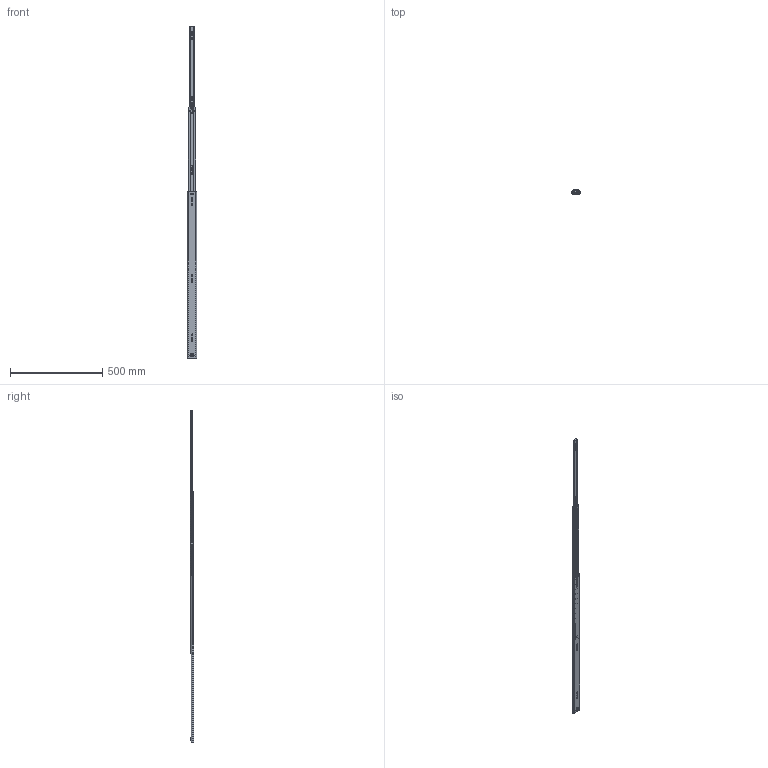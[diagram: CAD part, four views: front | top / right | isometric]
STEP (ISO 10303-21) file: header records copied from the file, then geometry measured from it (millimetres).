
FILE_DESCRIPTION (( 'STEP AP214' ), '1' );
FILE_NAME ('53#ÖØÐÍ¹ì36´çopen.STEP', '2024-10-10T09:21:01', ( '' ), ( '' ), 'SwSTEP 2.0', 'SolidWorks 2016', '' );
FILE_SCHEMA (( 'AUTOMOTIVE_DESIGN' ));
Length unit declared in the file: millimetre
Products named in the file (11): 53#笭倰寢36渡open; 詩紩6; 53#笭倰寢俋紩殤36渡; 53情え; 53#笭倰寢囀寢36渡; 紩殤蝶菜; 53#笭倰寢俋寢36渡; 53中轨胶塞; 53蝶坶; 53#笭倰寢囀紩殤36渡; 53#笭倰寢笢寢36渡
Assembly tree (138 placements, depth 2):
  53#笭倰寢36渡open
    53#笭倰寢俋寢36渡
    53#笭倰寢笢寢36渡
    53#笭倰寢囀寢36渡
    53#笭倰寢囀紩殤36渡
    53#笭倰寢俋紩殤36渡
    詩紩6  x128
    53蝶坶
    紩殤蝶菜  x2
    53中轨胶塞
    53情え
Bounding box: 53.68 x 19 x 1800 mm (x, y, z)
Volume: 375121.3 mm3; surface area: 434271 mm2
Topology: 169 solids, 169 shells, 5070 faces, 13454 edges, 8299 vertices
Faces by surface type: plane 1899, cylinder 1587, torus 686, sphere 558, bspline 292, cone 48
Entity records: 150845 total; most frequent: CARTESIAN_POINT 38171, ORIENTED_EDGE 23764, DIRECTION 23104, EDGE_CURVE 11882, AXIS2_PLACEMENT_3D 9005, VERTEX_POINT 7291, VECTOR 5094, LINE 5094
